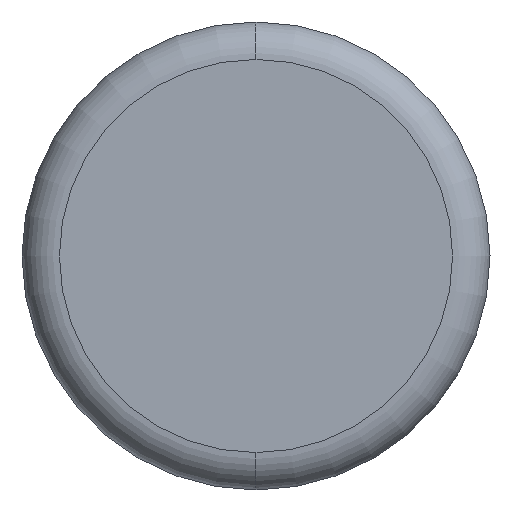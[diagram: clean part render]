
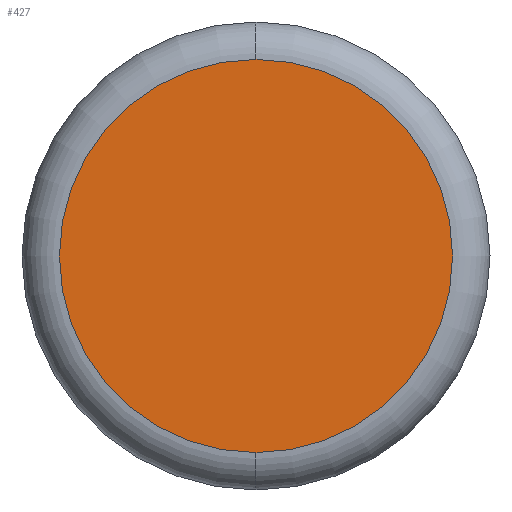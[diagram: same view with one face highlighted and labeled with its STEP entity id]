
A CAD part, front view. The second image highlights one B-rep face of the part: STEP entity #427.
In plain terms, the highlighted planar face has unit normal (0, -1, 0).
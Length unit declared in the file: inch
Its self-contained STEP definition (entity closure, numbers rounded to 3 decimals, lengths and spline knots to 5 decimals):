
#62 = CARTESIAN_POINT ( 'NONE',  ( 0., 0., 0. ) ) ;
#67 = DIRECTION ( 'NONE',  ( 0., 0., -1. ) ) ;
#81 = EDGE_LOOP ( 'NONE', ( #350, #254 ) ) ;
#100 = AXIS2_PLACEMENT_3D ( 'NONE', #189, #402, #361 ) ;
#116 = CARTESIAN_POINT ( 'NONE',  ( 0., 0., -0.1575 ) ) ;
#134 = AXIS2_PLACEMENT_3D ( 'NONE', #445, #146, #67 ) ;
#146 = DIRECTION ( 'NONE',  ( 0., -1., 0. ) ) ;
#188 = PLANE ( 'NONE',  #192 ) ;
#189 = CARTESIAN_POINT ( 'NONE',  ( 0., 0., 0. ) ) ;
#192 = AXIS2_PLACEMENT_3D ( 'NONE', #62, #237, #525 ) ;
#237 = DIRECTION ( 'NONE',  ( 0., -1., 0. ) ) ;
#254 = ORIENTED_EDGE ( 'NONE', *, *, #397, .T. ) ;
#281 = EDGE_CURVE ( 'NONE', #303, #341, #285, .T. ) ;
#285 = CIRCLE ( 'NONE', #100, 0.1575 ) ;
#303 = VERTEX_POINT ( 'NONE', #116 ) ;
#341 = VERTEX_POINT ( 'NONE', #547 ) ;
#350 = ORIENTED_EDGE ( 'NONE', *, *, #281, .T. ) ;
#359 = FACE_OUTER_BOUND ( 'NONE', #81, .T. ) ;
#361 = DIRECTION ( 'NONE',  ( 0., 0., -1. ) ) ;
#397 = EDGE_CURVE ( 'NONE', #341, #303, #408, .T. ) ;
#402 = DIRECTION ( 'NONE',  ( 0., -1., 0. ) ) ;
#408 = CIRCLE ( 'NONE', #134, 0.1575 ) ;
#427 = ADVANCED_FACE ( 'NONE', ( #359 ), #188, .T. ) ;
#445 = CARTESIAN_POINT ( 'NONE',  ( 0., 0., 0. ) ) ;
#525 = DIRECTION ( 'NONE',  ( 0., 0., -1. ) ) ;
#547 = CARTESIAN_POINT ( 'NONE',  ( 0., 0., 0.1575 ) ) ;
